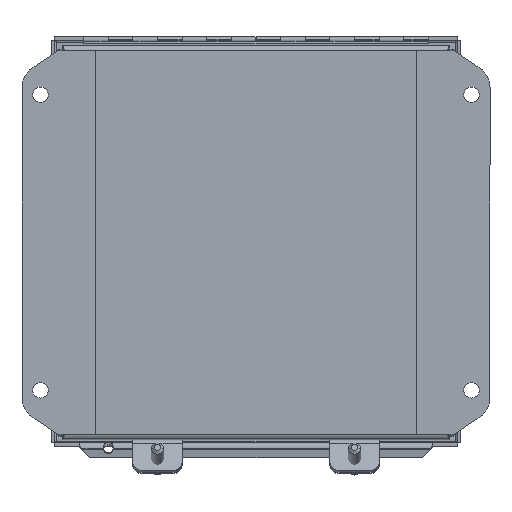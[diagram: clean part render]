
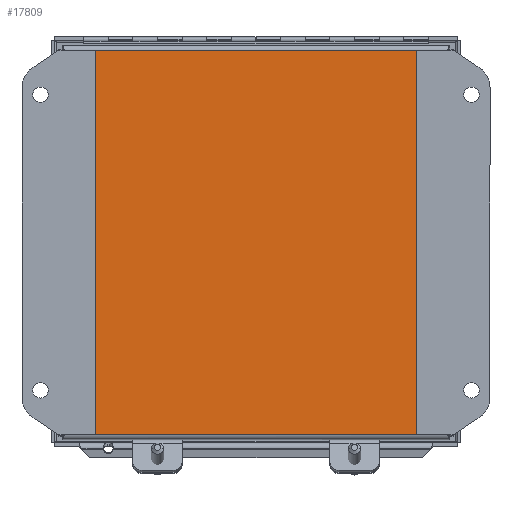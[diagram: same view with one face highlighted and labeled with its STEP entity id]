
A CAD part, left-side view. The second image highlights one B-rep face of the part: STEP entity #17809.
In plain terms, the highlighted face is planar.
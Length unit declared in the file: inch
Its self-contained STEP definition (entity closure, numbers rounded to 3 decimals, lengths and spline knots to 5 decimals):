
#35 = CARTESIAN_POINT ( 'NONE',  ( -3.892, 0., 3.892 ) ) ;
#1123 = DIRECTION ( 'NONE',  ( 0., 0., -1. ) ) ;
#3104 = CARTESIAN_POINT ( 'NONE',  ( 3.892, 0., -3.892 ) ) ;
#3347 = VECTOR ( 'NONE', #27798, 39.37008 ) ;
#3707 = ORIENTED_EDGE ( 'NONE', *, *, #35159, .F. ) ;
#3870 = ORIENTED_EDGE ( 'NONE', *, *, #21961, .F. ) ;
#4344 = VERTEX_POINT ( 'NONE', #34233 ) ;
#5978 = VERTEX_POINT ( 'NONE', #9760 ) ;
#6576 = LINE ( 'NONE', #24474, #25107 ) ;
#6750 = PLANE ( 'NONE',  #15546 ) ;
#9402 = DIRECTION ( 'NONE',  ( 1., 0., 0. ) ) ;
#9621 = CARTESIAN_POINT ( 'NONE',  ( -4., 0., -4. ) ) ;
#9760 = CARTESIAN_POINT ( 'NONE',  ( 3.892, 0., 3.892 ) ) ;
#11268 = LINE ( 'NONE', #18214, #30761 ) ;
#11885 = ORIENTED_EDGE ( 'NONE', *, *, #23826, .F. ) ;
#12541 = DIRECTION ( 'NONE',  ( 0., 0., -1. ) ) ;
#12760 = ORIENTED_EDGE ( 'NONE', *, *, #24521, .F. ) ;
#13263 = CARTESIAN_POINT ( 'NONE',  ( -3.892, 0., 3.892 ) ) ;
#14384 = VERTEX_POINT ( 'NONE', #35 ) ;
#15546 = AXIS2_PLACEMENT_3D ( 'NONE', #9621, #29892, #12541 ) ;
#17809 = ADVANCED_FACE ( 'NONE', ( #35154 ), #6750, .F. ) ;
#18214 = CARTESIAN_POINT ( 'NONE',  ( -3.892, 0., -3.892 ) ) ;
#18648 = LINE ( 'NONE', #13263, #3347 ) ;
#21587 = VERTEX_POINT ( 'NONE', #3104 ) ;
#21961 = EDGE_CURVE ( 'NONE', #5978, #14384, #18648, .T. ) ;
#23826 = EDGE_CURVE ( 'NONE', #21587, #5978, #33720, .T. ) ;
#24474 = CARTESIAN_POINT ( 'NONE',  ( 3.892, 0., -3.892 ) ) ;
#24521 = EDGE_CURVE ( 'NONE', #14384, #4344, #11268, .T. ) ;
#25107 = VECTOR ( 'NONE', #9402, 39.37008 ) ;
#26049 = VECTOR ( 'NONE', #28926, 39.37008 ) ;
#27798 = DIRECTION ( 'NONE',  ( -1., 0., 0. ) ) ;
#28926 = DIRECTION ( 'NONE',  ( 0., 0., 1. ) ) ;
#29892 = DIRECTION ( 'NONE',  ( 0., -1., 0. ) ) ;
#30761 = VECTOR ( 'NONE', #1123, 39.37008 ) ;
#33720 = LINE ( 'NONE', #37126, #26049 ) ;
#34233 = CARTESIAN_POINT ( 'NONE',  ( -3.892, 0., -3.892 ) ) ;
#34506 = EDGE_LOOP ( 'NONE', ( #3707, #12760, #3870, #11885 ) ) ;
#35154 = FACE_OUTER_BOUND ( 'NONE', #34506, .T. ) ;
#35159 = EDGE_CURVE ( 'NONE', #4344, #21587, #6576, .T. ) ;
#37126 = CARTESIAN_POINT ( 'NONE',  ( 3.892, 0., 3.892 ) ) ;
